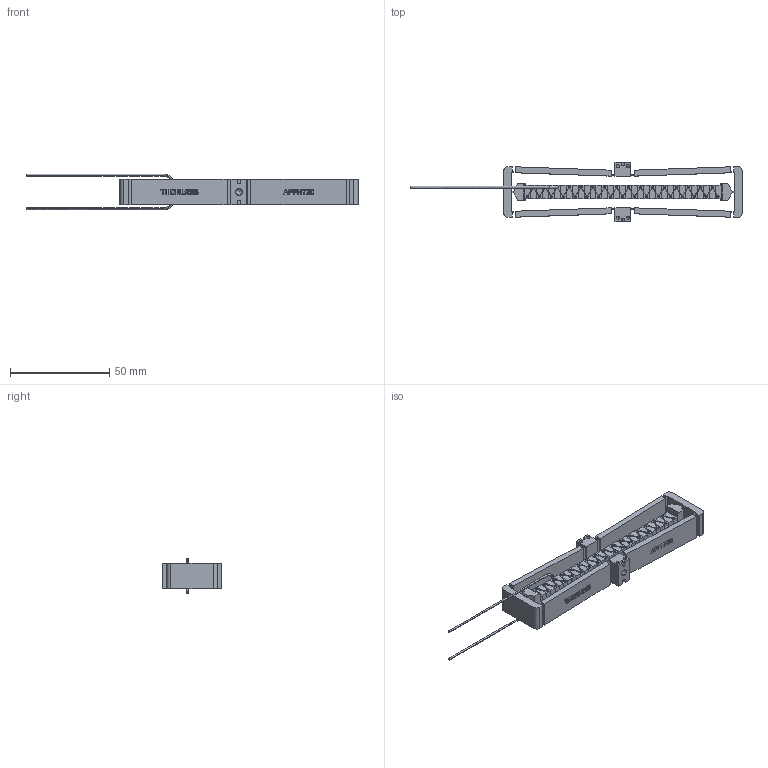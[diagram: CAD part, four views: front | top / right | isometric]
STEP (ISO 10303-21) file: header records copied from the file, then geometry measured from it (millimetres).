
FILE_DESCRIPTION (( 'STEP AP203' ), '1' );
FILE_NAME ('CTN014508.STEP', '2019-08-16T01:36:44', ( '' ), ( '' ), 'SwSTEP 2.0', 'SolidWorks 2018', '' );
FILE_SCHEMA (( 'CONFIG_CONTROL_DESIGN' ));
Length unit declared in the file: millimetre
Products named in the file (1): CTN014508
Bounding box: 167.29 x 30 x 17.94 mm (x, y, z)
Volume: 21827.6 mm3; surface area: 23539.5 mm2
Topology: 28 solids, 28 shells, 1426 faces, 4013 edges, 2633 vertices
Faces by surface type: plane 851, bspline 224, cylinder 205, sphere 126, cone 20
Entity records: 53244 total; most frequent: CARTESIAN_POINT 18499, ORIENTED_EDGE 7986, DIRECTION 6145, EDGE_CURVE 3993, VERTEX_POINT 2633, LINE 2407, VECTOR 2407, AXIS2_PLACEMENT_3D 1869
